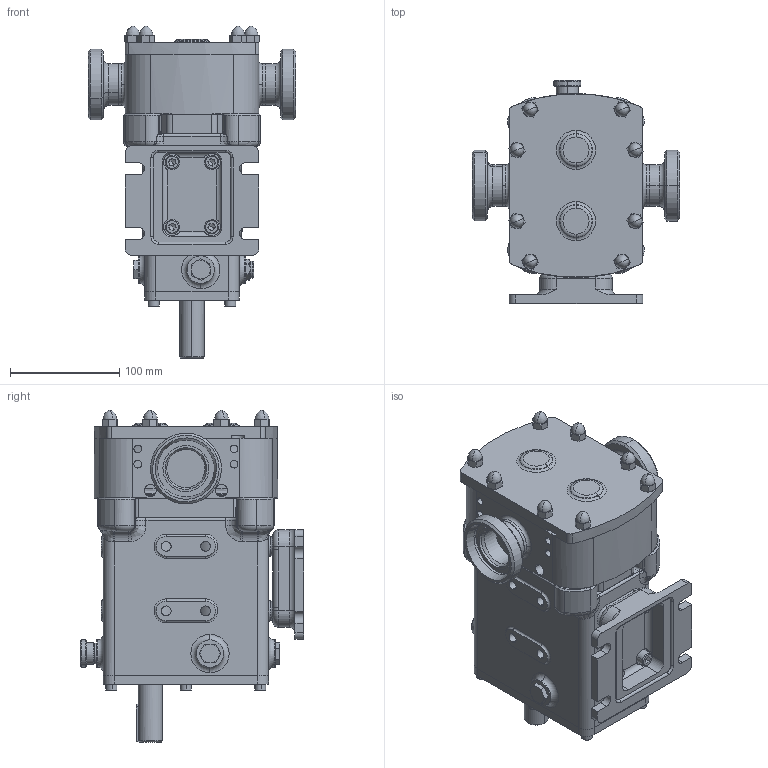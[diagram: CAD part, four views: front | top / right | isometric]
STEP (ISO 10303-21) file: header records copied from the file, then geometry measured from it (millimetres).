
FILE_DESCRIPTION (( 'STEP AP214' ), '1' );
FILE_NAME ('GA4171.STEP', '2024-11-06T21:25:23', ( '' ), ( '' ), 'SwSTEP 2.0', 'SolidWorks 2023', '' );
FILE_SCHEMA (( 'AUTOMOTIVE_DESIGN' ));
Length unit declared in the file: millimetre
Products named in the file (3): GA4171; Copy of R0180 CPP H TSD^GA4171; Copy of Z94-5031-22 - 1.5 INCH DIN11851^GA4171
Assembly tree (3 placements, depth 2):
  GA4171
    Copy of R0180 CPP H TSD^GA4171
    Copy of Z94-5031-22 - 1.5 INCH DIN11851^GA4171  x2
Bounding box: 190 x 203.86 x 303.3 mm (x, y, z)
Volume: 3717357.8 mm3; surface area: 252206.9 mm2
Topology: 3 solids, 3 shells, 1239 faces, 3030 edges, 1850 vertices
Faces by surface type: plane 379, cylinder 333, cone 200, bspline 184, torus 141, sphere 2
Entity records: 40587 total; most frequent: CARTESIAN_POINT 13898, ORIENTED_EDGE 5864, DIRECTION 5391, EDGE_CURVE 2932, AXIS2_PLACEMENT_3D 2231, VERTEX_POINT 1818, EDGE_LOOP 1318, ADVANCED_FACE 1212
